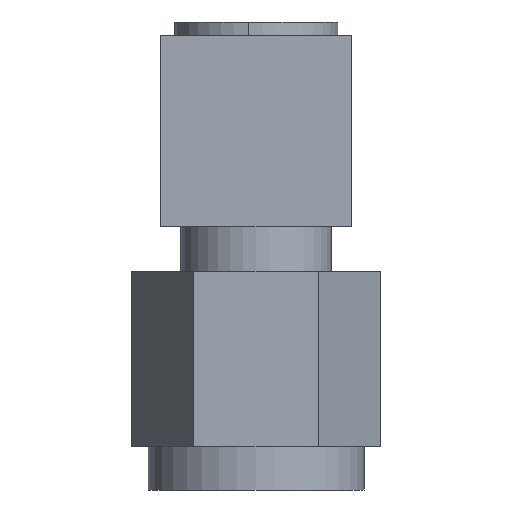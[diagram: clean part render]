
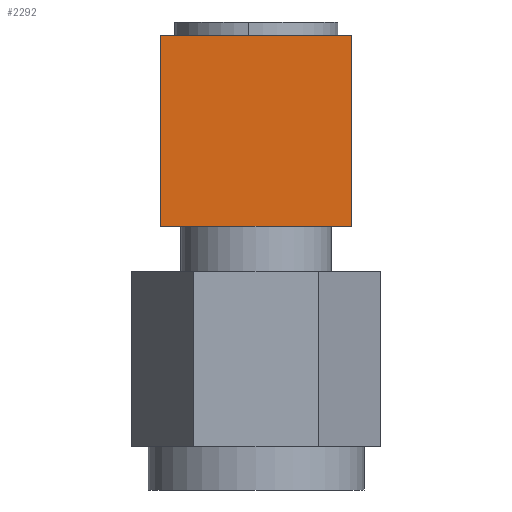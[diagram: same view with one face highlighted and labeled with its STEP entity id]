
A CAD part, front view. The second image highlights one B-rep face of the part: STEP entity #2292.
In plain terms, the highlighted planar face has unit normal (0, -1, 0).
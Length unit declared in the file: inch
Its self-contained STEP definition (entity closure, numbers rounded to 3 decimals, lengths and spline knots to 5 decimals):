
#1305 = CARTESIAN_POINT ( 'NONE',  ( -0.1375, 0., -0.1375 ) ) ;
#1306 = CARTESIAN_POINT ( 'NONE',  ( -0.1375, 0., 0.1375 ) ) ;
#1320 = DIRECTION ( 'NONE',  ( 0., 0., 1. ) ) ;
#1321 = VECTOR ( 'NONE', #1320, 39.37008 ) ;
#1428 = LINE ( 'NONE', #1305, #1321 ) ;
#1430 = CARTESIAN_POINT ( 'NONE',  ( -0.1375, 0., -0.1375 ) ) ;
#1431 = CARTESIAN_POINT ( 'NONE',  ( 0.1375, 0., -0.1375 ) ) ;
#1432 = DIRECTION ( 'NONE',  ( -1., 0., 0. ) ) ;
#1433 = VECTOR ( 'NONE', #1432, 39.37008 ) ;
#1434 = CARTESIAN_POINT ( 'NONE',  ( -0.1375, 0., -0.1375 ) ) ;
#1435 = LINE ( 'NONE', #1434, #1433 ) ;
#1456 = CARTESIAN_POINT ( 'NONE',  ( 0.1375, 0., 0.1375 ) ) ;
#1457 = DIRECTION ( 'NONE',  ( 1., 0., 0. ) ) ;
#1458 = VECTOR ( 'NONE', #1457, 39.37008 ) ;
#1459 = CARTESIAN_POINT ( 'NONE',  ( -0.1375, 0., 0.1375 ) ) ;
#1544 = LINE ( 'NONE', #1459, #1458 ) ;
#1584 = DIRECTION ( 'NONE',  ( 0., 0., 1. ) ) ;
#1585 = DIRECTION ( 'NONE',  ( 0., 1., 0. ) ) ;
#1586 = CARTESIAN_POINT ( 'NONE',  ( -0.1375, 0., 0.1375 ) ) ;
#1587 = AXIS2_PLACEMENT_3D ( 'NONE', #1586, #1585, #1584 ) ;
#1588 = PLANE ( 'NONE',  #1587 ) ;
#1589 = FACE_OUTER_BOUND ( 'NONE', #2293, .T. ) ;
#1590 = DIRECTION ( 'NONE',  ( 0., 0., -1. ) ) ;
#1591 = VECTOR ( 'NONE', #1590, 39.37008 ) ;
#1592 = CARTESIAN_POINT ( 'NONE',  ( 0.1375, 0., -0.1375 ) ) ;
#1593 = LINE ( 'NONE', #1592, #1591 ) ;
#2154 = EDGE_CURVE ( 'Edge10', #2336, #2155, #1428, .T. ) ;
#2155 = VERTEX_POINT ( 'NONE', #1306 ) ;
#2269 = ORIENTED_EDGE ( 'NONE', *, *, #2154, .F. ) ;
#2270 = ORIENTED_EDGE ( 'NONE', *, *, #2334, .F. ) ;
#2271 = ORIENTED_EDGE ( 'NONE', *, *, #2288, .F. ) ;
#2272 = ORIENTED_EDGE ( 'NONE', *, *, #2317, .F. ) ;
#2288 = EDGE_CURVE ( 'NONE', #2318, #2335, #1593, .T. ) ;
#2292 = ADVANCED_FACE ( 'NONE', ( #1589 ), #1588, .F. ) ;
#2293 = EDGE_LOOP ( 'NONE', ( #2269, #2270, #2271, #2272 ) ) ;
#2317 = EDGE_CURVE ( 'Edge8', #2155, #2318, #1544, .T. ) ;
#2318 = VERTEX_POINT ( 'NONE', #1456 ) ;
#2334 = EDGE_CURVE ( 'NONE', #2335, #2336, #1435, .T. ) ;
#2335 = VERTEX_POINT ( 'NONE', #1431 ) ;
#2336 = VERTEX_POINT ( 'NONE', #1430 ) ;
